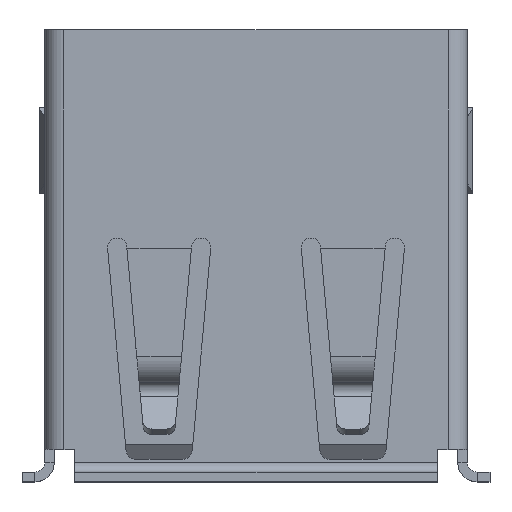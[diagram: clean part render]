
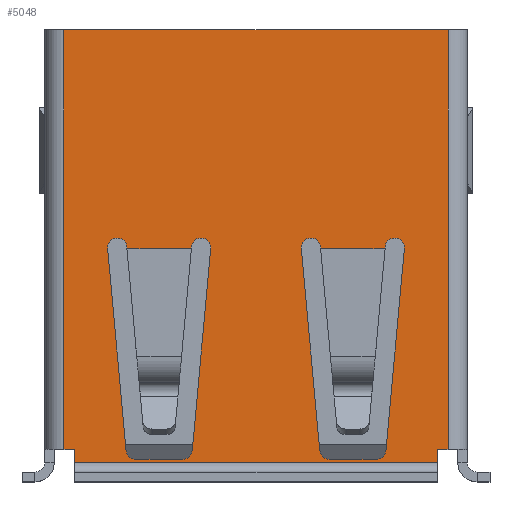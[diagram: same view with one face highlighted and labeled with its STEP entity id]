
A CAD part, top view. The second image highlights one B-rep face of the part: STEP entity #5048.
In plain terms, the highlighted planar face has unit normal (0, 0, 1).
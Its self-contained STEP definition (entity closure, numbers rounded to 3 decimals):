
#51 = VERTEX_POINT('',#52);
#52 = CARTESIAN_POINT('',(5.95,14.,6.98));
#58 = EDGE_CURVE('',#59,#51,#61,.T.);
#59 = VERTEX_POINT('',#60);
#60 = CARTESIAN_POINT('',(-5.95,14.,6.98));
#61 = LINE('',#62,#63);
#62 = CARTESIAN_POINT('',(-5.95,14.,6.98));
#63 = VECTOR('',#64,1.);
#64 = DIRECTION('',(1.,0.,0.));
#2953 = VERTEX_POINT('',#2954);
#2954 = CARTESIAN_POINT('',(5.61,1.,6.98));
#2960 = EDGE_CURVE('',#2953,#2961,#2963,.T.);
#2961 = VERTEX_POINT('',#2962);
#2962 = CARTESIAN_POINT('',(5.95,1.,6.98));
#2963 = LINE('',#2964,#2965);
#2964 = CARTESIAN_POINT('',(5.61,1.,6.98));
#2965 = VECTOR('',#2966,1.);
#2966 = DIRECTION('',(1.,0.,0.));
#2993 = VERTEX_POINT('',#2994);
#2994 = CARTESIAN_POINT('',(5.61,0.6,6.98));
#3000 = EDGE_CURVE('',#2993,#2953,#3001,.T.);
#3001 = LINE('',#3002,#3003);
#3002 = CARTESIAN_POINT('',(5.61,0.6,6.98));
#3003 = VECTOR('',#3004,1.);
#3004 = DIRECTION('',(0.,1.,0.));
#3076 = VERTEX_POINT('',#3077);
#3077 = CARTESIAN_POINT('',(-5.61,0.6,6.98));
#3109 = VERTEX_POINT('',#3110);
#3110 = CARTESIAN_POINT('',(-5.61,1.,6.98));
#3116 = EDGE_CURVE('',#3076,#3109,#3117,.T.);
#3117 = LINE('',#3118,#3119);
#3118 = CARTESIAN_POINT('',(-5.61,0.6,6.98));
#3119 = VECTOR('',#3120,1.);
#3120 = DIRECTION('',(0.,1.,0.));
#3165 = VERTEX_POINT('',#3166);
#3166 = CARTESIAN_POINT('',(-5.95,1.,6.98));
#3173 = EDGE_CURVE('',#3165,#3109,#3174,.T.);
#3174 = LINE('',#3175,#3176);
#3175 = CARTESIAN_POINT('',(-5.95,1.,6.98));
#3176 = VECTOR('',#3177,1.);
#3177 = DIRECTION('',(1.,0.,0.));
#3238 = EDGE_CURVE('',#3165,#59,#3239,.T.);
#3239 = LINE('',#3240,#3241);
#3240 = CARTESIAN_POINT('',(-5.95,1.,6.98));
#3241 = VECTOR('',#3242,1.);
#3242 = DIRECTION('',(0.,1.,0.));
#5048 = ADVANCED_FACE('',(#5049,#5069,#5139),#5209,.F.);
#5049 = FACE_BOUND('',#5050,.F.);
#5050 = EDGE_LOOP('',(#5051,#5057,#5058,#5059,#5060,#5061,#5067,#5068));
#5051 = ORIENTED_EDGE('',*,*,#5052,.F.);
#5052 = EDGE_CURVE('',#3076,#2993,#5053,.T.);
#5053 = LINE('',#5054,#5055);
#5054 = CARTESIAN_POINT('',(-5.61,0.6,6.98));
#5055 = VECTOR('',#5056,1.);
#5056 = DIRECTION('',(1.,0.,0.));
#5057 = ORIENTED_EDGE('',*,*,#3116,.T.);
#5058 = ORIENTED_EDGE('',*,*,#3173,.F.);
#5059 = ORIENTED_EDGE('',*,*,#3238,.T.);
#5060 = ORIENTED_EDGE('',*,*,#58,.T.);
#5061 = ORIENTED_EDGE('',*,*,#5062,.F.);
#5062 = EDGE_CURVE('',#2961,#51,#5063,.T.);
#5063 = LINE('',#5064,#5065);
#5064 = CARTESIAN_POINT('',(5.95,1.,6.98));
#5065 = VECTOR('',#5066,1.);
#5066 = DIRECTION('',(0.,1.,0.));
#5067 = ORIENTED_EDGE('',*,*,#2960,.F.);
#5068 = ORIENTED_EDGE('',*,*,#3000,.F.);
#5069 = FACE_BOUND('',#5070,.F.);
#5070 = EDGE_LOOP('',(#5071,#5081,#5090,#5098,#5107,#5115,#5124,#5132));
#5071 = ORIENTED_EDGE('',*,*,#5072,.F.);
#5072 = EDGE_CURVE('',#5073,#5075,#5077,.T.);
#5073 = VERTEX_POINT('',#5074);
#5074 = CARTESIAN_POINT('',(-4.025,0.973,6.98));
#5075 = VERTEX_POINT('',#5076);
#5076 = CARTESIAN_POINT('',(-4.597,7.223,6.98));
#5077 = LINE('',#5078,#5079);
#5078 = CARTESIAN_POINT('',(-4.025,0.973,6.98));
#5079 = VECTOR('',#5080,1.);
#5080 = DIRECTION('',(-0.091,0.996,
    0.));
#5081 = ORIENTED_EDGE('',*,*,#5082,.F.);
#5082 = EDGE_CURVE('',#5083,#5073,#5085,.T.);
#5083 = VERTEX_POINT('',#5084);
#5084 = CARTESIAN_POINT('',(-3.726,0.7,6.98));
#5085 = CIRCLE('',#5086,0.3);
#5086 = AXIS2_PLACEMENT_3D('',#5087,#5088,#5089);
#5087 = CARTESIAN_POINT('',(-3.726,1.,6.98));
#5088 = DIRECTION('',(0.,0.,-1.));
#5089 = DIRECTION('',(0.,-1.,0.));
#5090 = ORIENTED_EDGE('',*,*,#5091,.F.);
#5091 = EDGE_CURVE('',#5092,#5083,#5094,.T.);
#5092 = VERTEX_POINT('',#5093);
#5093 = CARTESIAN_POINT('',(-2.274,0.7,6.98));
#5094 = LINE('',#5095,#5096);
#5095 = CARTESIAN_POINT('',(-2.274,0.7,6.98));
#5096 = VECTOR('',#5097,1.);
#5097 = DIRECTION('',(-1.,0.,0.));
#5098 = ORIENTED_EDGE('',*,*,#5099,.F.);
#5099 = EDGE_CURVE('',#5100,#5092,#5102,.T.);
#5100 = VERTEX_POINT('',#5101);
#5101 = CARTESIAN_POINT('',(-1.975,0.973,6.98));
#5102 = CIRCLE('',#5103,0.3);
#5103 = AXIS2_PLACEMENT_3D('',#5104,#5105,#5106);
#5104 = CARTESIAN_POINT('',(-2.274,1.,6.98));
#5105 = DIRECTION('',(0.,0.,-1.));
#5106 = DIRECTION('',(0.996,-0.091,
    0.));
#5107 = ORIENTED_EDGE('',*,*,#5108,.T.);
#5108 = EDGE_CURVE('',#5100,#5109,#5111,.T.);
#5109 = VERTEX_POINT('',#5110);
#5110 = CARTESIAN_POINT('',(-1.403,7.223,6.98));
#5111 = LINE('',#5112,#5113);
#5112 = CARTESIAN_POINT('',(-1.975,0.973,6.98));
#5113 = VECTOR('',#5114,1.);
#5114 = DIRECTION('',(0.091,0.996,
    0.));
#5115 = ORIENTED_EDGE('',*,*,#5116,.F.);
#5116 = EDGE_CURVE('',#5117,#5109,#5119,.T.);
#5117 = VERTEX_POINT('',#5118);
#5118 = CARTESIAN_POINT('',(-2.,7.223,6.98));
#5119 = CIRCLE('',#5120,0.3);
#5120 = AXIS2_PLACEMENT_3D('',#5121,#5122,#5123);
#5121 = CARTESIAN_POINT('',(-1.701,7.25,6.98));
#5122 = DIRECTION('',(0.,0.,-1.));
#5123 = DIRECTION('',(-0.996,-0.091,
    0.));
#5124 = ORIENTED_EDGE('',*,*,#5125,.F.);
#5125 = EDGE_CURVE('',#5126,#5117,#5128,.T.);
#5126 = VERTEX_POINT('',#5127);
#5127 = CARTESIAN_POINT('',(-4.,7.223,6.98));
#5128 = LINE('',#5129,#5130);
#5129 = CARTESIAN_POINT('',(-4.,7.223,6.98));
#5130 = VECTOR('',#5131,1.);
#5131 = DIRECTION('',(1.,0.,0.));
#5132 = ORIENTED_EDGE('',*,*,#5133,.F.);
#5133 = EDGE_CURVE('',#5075,#5126,#5134,.T.);
#5134 = CIRCLE('',#5135,0.3);
#5135 = AXIS2_PLACEMENT_3D('',#5136,#5137,#5138);
#5136 = CARTESIAN_POINT('',(-4.299,7.25,6.98));
#5137 = DIRECTION('',(0.,0.,-1.));
#5138 = DIRECTION('',(-0.996,-0.091,
    0.));
#5139 = FACE_BOUND('',#5140,.F.);
#5140 = EDGE_LOOP('',(#5141,#5151,#5160,#5168,#5177,#5185,#5194,#5202));
#5141 = ORIENTED_EDGE('',*,*,#5142,.F.);
#5142 = EDGE_CURVE('',#5143,#5145,#5147,.T.);
#5143 = VERTEX_POINT('',#5144);
#5144 = CARTESIAN_POINT('',(1.975,0.973,6.98));
#5145 = VERTEX_POINT('',#5146);
#5146 = CARTESIAN_POINT('',(1.403,7.223,6.98));
#5147 = LINE('',#5148,#5149);
#5148 = CARTESIAN_POINT('',(1.975,0.973,6.98));
#5149 = VECTOR('',#5150,1.);
#5150 = DIRECTION('',(-0.091,0.996,
    0.));
#5151 = ORIENTED_EDGE('',*,*,#5152,.F.);
#5152 = EDGE_CURVE('',#5153,#5143,#5155,.T.);
#5153 = VERTEX_POINT('',#5154);
#5154 = CARTESIAN_POINT('',(2.274,0.7,6.98));
#5155 = CIRCLE('',#5156,0.3);
#5156 = AXIS2_PLACEMENT_3D('',#5157,#5158,#5159);
#5157 = CARTESIAN_POINT('',(2.274,1.,6.98));
#5158 = DIRECTION('',(0.,0.,-1.));
#5159 = DIRECTION('',(0.,-1.,0.));
#5160 = ORIENTED_EDGE('',*,*,#5161,.F.);
#5161 = EDGE_CURVE('',#5162,#5153,#5164,.T.);
#5162 = VERTEX_POINT('',#5163);
#5163 = CARTESIAN_POINT('',(3.726,0.7,6.98));
#5164 = LINE('',#5165,#5166);
#5165 = CARTESIAN_POINT('',(3.726,0.7,6.98));
#5166 = VECTOR('',#5167,1.);
#5167 = DIRECTION('',(-1.,0.,0.));
#5168 = ORIENTED_EDGE('',*,*,#5169,.F.);
#5169 = EDGE_CURVE('',#5170,#5162,#5172,.T.);
#5170 = VERTEX_POINT('',#5171);
#5171 = CARTESIAN_POINT('',(4.025,0.973,6.98));
#5172 = CIRCLE('',#5173,0.3);
#5173 = AXIS2_PLACEMENT_3D('',#5174,#5175,#5176);
#5174 = CARTESIAN_POINT('',(3.726,1.,6.98));
#5175 = DIRECTION('',(0.,0.,-1.));
#5176 = DIRECTION('',(0.996,-0.091,
    0.));
#5177 = ORIENTED_EDGE('',*,*,#5178,.T.);
#5178 = EDGE_CURVE('',#5170,#5179,#5181,.T.);
#5179 = VERTEX_POINT('',#5180);
#5180 = CARTESIAN_POINT('',(4.597,7.223,6.98));
#5181 = LINE('',#5182,#5183);
#5182 = CARTESIAN_POINT('',(4.025,0.973,6.98));
#5183 = VECTOR('',#5184,1.);
#5184 = DIRECTION('',(0.091,0.996,
    0.));
#5185 = ORIENTED_EDGE('',*,*,#5186,.F.);
#5186 = EDGE_CURVE('',#5187,#5179,#5189,.T.);
#5187 = VERTEX_POINT('',#5188);
#5188 = CARTESIAN_POINT('',(4.,7.223,6.98));
#5189 = CIRCLE('',#5190,0.3);
#5190 = AXIS2_PLACEMENT_3D('',#5191,#5192,#5193);
#5191 = CARTESIAN_POINT('',(4.299,7.25,6.98));
#5192 = DIRECTION('',(0.,0.,-1.));
#5193 = DIRECTION('',(-0.996,-0.091,
    0.));
#5194 = ORIENTED_EDGE('',*,*,#5195,.F.);
#5195 = EDGE_CURVE('',#5196,#5187,#5198,.T.);
#5196 = VERTEX_POINT('',#5197);
#5197 = CARTESIAN_POINT('',(2.,7.223,6.98));
#5198 = LINE('',#5199,#5200);
#5199 = CARTESIAN_POINT('',(2.,7.223,6.98));
#5200 = VECTOR('',#5201,1.);
#5201 = DIRECTION('',(1.,0.,0.));
#5202 = ORIENTED_EDGE('',*,*,#5203,.F.);
#5203 = EDGE_CURVE('',#5145,#5196,#5204,.T.);
#5204 = CIRCLE('',#5205,0.3);
#5205 = AXIS2_PLACEMENT_3D('',#5206,#5207,#5208);
#5206 = CARTESIAN_POINT('',(1.701,7.25,6.98));
#5207 = DIRECTION('',(0.,0.,-1.));
#5208 = DIRECTION('',(-0.996,-0.091,
    0.));
#5209 = PLANE('',#5210);
#5210 = AXIS2_PLACEMENT_3D('',#5211,#5212,#5213);
#5211 = CARTESIAN_POINT('',(-5.95,0.,6.98));
#5212 = DIRECTION('',(0.,0.,-1.));
#5213 = DIRECTION('',(1.,0.,0.));
